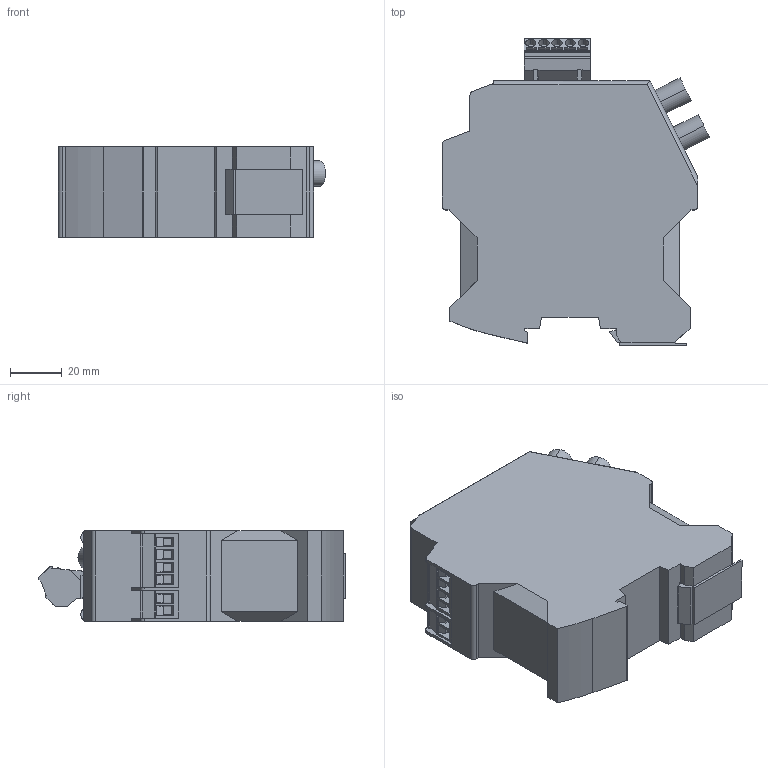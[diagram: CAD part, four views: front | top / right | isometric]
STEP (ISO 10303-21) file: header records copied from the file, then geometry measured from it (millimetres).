
FILE_DESCRIPTION(('SolidDesigner STEP Export'),'2;1');
FILE_NAME('2313999_PSI_MOS_DNET_FO_850_E-select.stp','2013-12-10T 9:53:23',(''),(''),'Creo Elements/Direct Modeling STEP processor for AP214 (Solid Model)','Creo Elements/Direct Modeling 18.1B 29-Sep-2012 (C) Parametric Technology GmbH','');
FILE_SCHEMA(('AUTOMOTIVE_DESIGN { 1 0 10303 214 1 1 1 1 }'));
Length unit declared in the file: millimetre
Products named in the file (2): 2313999_PSI_MOS_DNET_FO_850_E-select
Assembly tree (1 placements, depth 2):
  2313999_PSI_MOS_DNET_FO_850_E-select
    2313999_PSI_MOS_DNET_FO_850_E-select
Bounding box: 103.63 x 119.03 x 35.2 mm (x, y, z)
Volume: 298672.4 mm3; surface area: 34204.9 mm2
Topology: 1 solids, 1 shells, 367 faces, 992 edges, 654 vertices
Faces by surface type: plane 320, cylinder 47
Entity records: 14082 total; most frequent: ORIENTED_EDGE 1984, CARTESIAN_POINT 1954, DIRECTION 1744, EDGE_CURVE 992, VECTOR 856, LINE 856, VERTEX_POINT 654, AXIS2_PLACEMENT_3D 444
